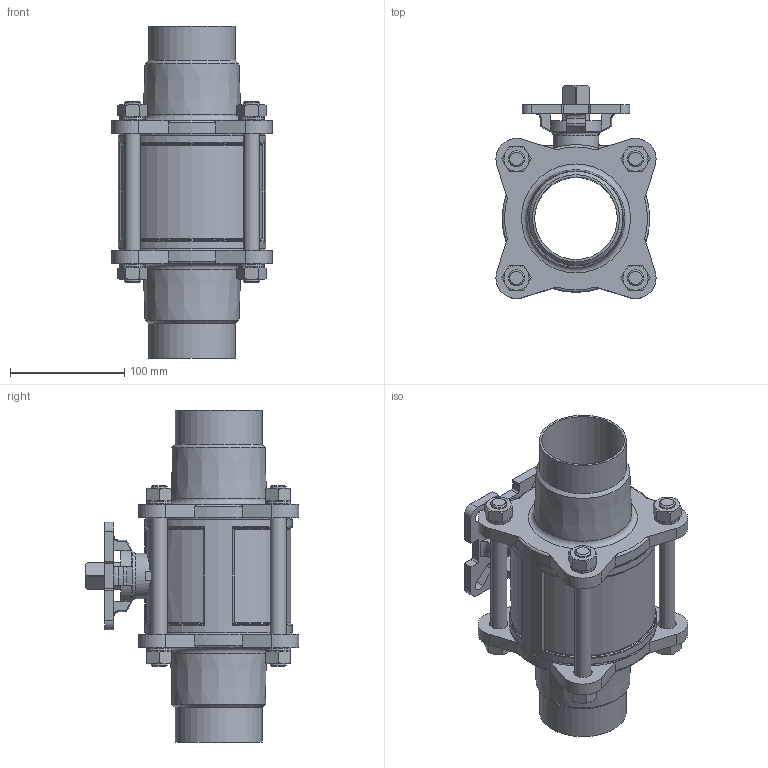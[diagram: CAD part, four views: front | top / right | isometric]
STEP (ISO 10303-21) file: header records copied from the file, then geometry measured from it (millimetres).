
FILE_DESCRIPTION(/* description */ ('STEP AP214'),/* implementation_level */ '2;1');
FILE_NAME(/* name */ '4783601_VZBD-21_2-W3-16-T-2-F0710-V14V14',/* time_stamp */ '2024-09-18T01:25:10+02:00',/* author */ ('License CC BY-ND 4.0'),/* organization */ ('CADENAS'),/* preprocessor_version */ 'ST-DEVELOPER v19.3',/* originating_system */ 'PARTsolutions',/* authorisation */ ' ');
FILE_SCHEMA (('AUTOMOTIVE_DESIGN {1 0 10303 214 3 1 1}'));
Length unit declared in the file: millimetre
Products named in the file (1): 4783601 VZBD-21/2-W3-16-T-2-F0710-V14V14
Bounding box: 139.93 x 186.36 x 290 mm (x, y, z)
Volume: 1549180.5 mm3; surface area: 256859.2 mm2
Topology: 1 solids, 1 shells, 425 faces, 1032 edges, 642 vertices
Faces by surface type: plane 164, cone 122, cylinder 86, torus 53
Full cylindrical faces by diameter (mm): 6.647 x1, 14 x12, 16 x9, 22 x8, 34 x1, 40 x1, 47 x1, 72.1 x1, 76.1 x2, 128.8 x1
Entity records: 12339 total; most frequent: CARTESIAN_POINT 2971, ORIENTED_EDGE 1890, DIRECTION 1876, EDGE_CURVE 945, AXIS2_PLACEMENT_3D 798, VERTEX_POINT 628, EDGE_LOOP 561, FACE_BOUND 561
